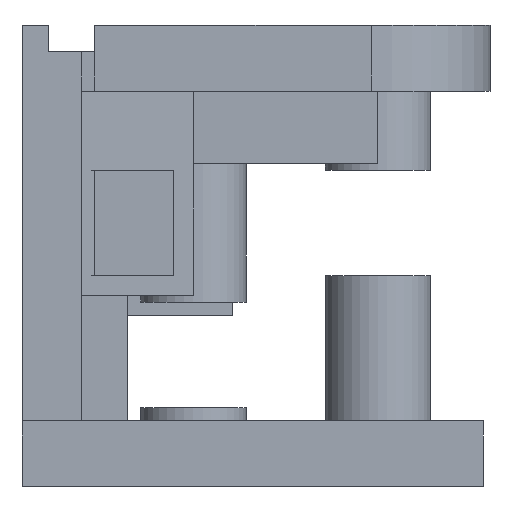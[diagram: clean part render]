
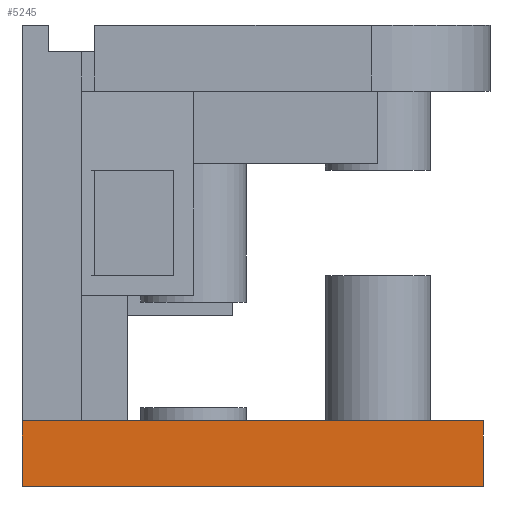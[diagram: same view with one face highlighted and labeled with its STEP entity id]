
A CAD part, left-side view. The second image highlights one B-rep face of the part: STEP entity #5245.
In plain terms, the highlighted planar face has unit normal (-1, 0, 0).
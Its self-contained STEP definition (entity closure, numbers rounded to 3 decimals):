
#1387 = PLANE('',#1388);
#1388 = AXIS2_PLACEMENT_3D('',#1389,#1390,#1391);
#1389 = CARTESIAN_POINT('',(-101.5,-23.5,5.));
#1390 = DIRECTION('',(-1.,0.,0.));
#1391 = DIRECTION('',(0.,1.,0.));
#1794 = PLANE('',#1795);
#1795 = AXIS2_PLACEMENT_3D('',#1796,#1797,#1798);
#1796 = CARTESIAN_POINT('',(-89.,-36.5,5.));
#1797 = DIRECTION('',(-0.,-0.,-1.));
#1798 = DIRECTION('',(-1.,0.,0.));
#1999 = PLANE('',#2000);
#2000 = AXIS2_PLACEMENT_3D('',#2001,#2002,#2003);
#2001 = CARTESIAN_POINT('',(-89.,-36.5,0.));
#2002 = DIRECTION('',(-0.,-0.,-1.));
#2003 = DIRECTION('',(-1.,0.,0.));
#2049 = PLANE('',#2050);
#2050 = AXIS2_PLACEMENT_3D('',#2051,#2052,#2053);
#2051 = CARTESIAN_POINT('',(-76.5,-54.,0.));
#2052 = DIRECTION('',(0.,-1.,0.));
#2053 = DIRECTION('',(-1.,0.,0.));
#2253 = PLANE('',#2254);
#2254 = AXIS2_PLACEMENT_3D('',#2255,#2256,#2257);
#2255 = CARTESIAN_POINT('',(-101.5,-19.,0.));
#2256 = DIRECTION('',(0.,1.,0.));
#2257 = DIRECTION('',(1.,0.,0.));
#2515 = EDGE_CURVE('',#2516,#2518,#2520,.T.);
#2516 = VERTEX_POINT('',#2517);
#2517 = CARTESIAN_POINT('',(-101.5,-23.5,5.));
#2518 = VERTEX_POINT('',#2519);
#2519 = CARTESIAN_POINT('',(-101.5,-19.,5.));
#2520 = SURFACE_CURVE('',#2521,(#2525,#2532),.PCURVE_S1.);
#2521 = LINE('',#2522,#2523);
#2522 = CARTESIAN_POINT('',(-101.5,-54.,5.));
#2523 = VECTOR('',#2524,1.);
#2524 = DIRECTION('',(0.,1.,0.));
#2525 = PCURVE('',#1387,#2526);
#2526 = DEFINITIONAL_REPRESENTATION('',(#2527),#2531);
#2527 = LINE('',#2528,#2529);
#2528 = CARTESIAN_POINT('',(-30.5,0.));
#2529 = VECTOR('',#2530,1.);
#2530 = DIRECTION('',(1.,0.));
#2531 = ( GEOMETRIC_REPRESENTATION_CONTEXT(2) 
PARAMETRIC_REPRESENTATION_CONTEXT() REPRESENTATION_CONTEXT('2D SPACE',''
  ) );
#2532 = PCURVE('',#2533,#2538);
#2533 = PLANE('',#2534);
#2534 = AXIS2_PLACEMENT_3D('',#2535,#2536,#2537);
#2535 = CARTESIAN_POINT('',(-101.5,-54.,0.));
#2536 = DIRECTION('',(-1.,0.,0.));
#2537 = DIRECTION('',(0.,1.,0.));
#2538 = DEFINITIONAL_REPRESENTATION('',(#2539),#2543);
#2539 = LINE('',#2540,#2541);
#2540 = CARTESIAN_POINT('',(0.,-5.));
#2541 = VECTOR('',#2542,1.);
#2542 = DIRECTION('',(1.,0.));
#2543 = ( GEOMETRIC_REPRESENTATION_CONTEXT(2) 
PARAMETRIC_REPRESENTATION_CONTEXT() REPRESENTATION_CONTEXT('2D SPACE',''
  ) );
#4401 = EDGE_CURVE('',#4402,#2516,#4404,.T.);
#4402 = VERTEX_POINT('',#4403);
#4403 = CARTESIAN_POINT('',(-101.5,-54.,5.));
#4404 = SURFACE_CURVE('',#4405,(#4409,#4416),.PCURVE_S1.);
#4405 = LINE('',#4406,#4407);
#4406 = CARTESIAN_POINT('',(-101.5,-54.,5.));
#4407 = VECTOR('',#4408,1.);
#4408 = DIRECTION('',(0.,1.,0.));
#4409 = PCURVE('',#1794,#4410);
#4410 = DEFINITIONAL_REPRESENTATION('',(#4411),#4415);
#4411 = LINE('',#4412,#4413);
#4412 = CARTESIAN_POINT('',(12.5,-17.5));
#4413 = VECTOR('',#4414,1.);
#4414 = DIRECTION('',(0.,1.));
#4415 = ( GEOMETRIC_REPRESENTATION_CONTEXT(2) 
PARAMETRIC_REPRESENTATION_CONTEXT() REPRESENTATION_CONTEXT('2D SPACE',''
  ) );
#4416 = PCURVE('',#2533,#4417);
#4417 = DEFINITIONAL_REPRESENTATION('',(#4418),#4422);
#4418 = LINE('',#4419,#4420);
#4419 = CARTESIAN_POINT('',(0.,-5.));
#4420 = VECTOR('',#4421,1.);
#4421 = DIRECTION('',(1.,0.));
#4422 = ( GEOMETRIC_REPRESENTATION_CONTEXT(2) 
PARAMETRIC_REPRESENTATION_CONTEXT() REPRESENTATION_CONTEXT('2D SPACE',''
  ) );
#4696 = VERTEX_POINT('',#4697);
#4697 = CARTESIAN_POINT('',(-101.5,-19.,0.));
#4721 = VERTEX_POINT('',#4722);
#4722 = CARTESIAN_POINT('',(-101.5,-54.,0.));
#4743 = EDGE_CURVE('',#4721,#4696,#4744,.T.);
#4744 = SURFACE_CURVE('',#4745,(#4749,#4756),.PCURVE_S1.);
#4745 = LINE('',#4746,#4747);
#4746 = CARTESIAN_POINT('',(-101.5,-54.,0.));
#4747 = VECTOR('',#4748,1.);
#4748 = DIRECTION('',(0.,1.,0.));
#4749 = PCURVE('',#1999,#4750);
#4750 = DEFINITIONAL_REPRESENTATION('',(#4751),#4755);
#4751 = LINE('',#4752,#4753);
#4752 = CARTESIAN_POINT('',(12.5,-17.5));
#4753 = VECTOR('',#4754,1.);
#4754 = DIRECTION('',(0.,1.));
#4755 = ( GEOMETRIC_REPRESENTATION_CONTEXT(2) 
PARAMETRIC_REPRESENTATION_CONTEXT() REPRESENTATION_CONTEXT('2D SPACE',''
  ) );
#4756 = PCURVE('',#2533,#4757);
#4757 = DEFINITIONAL_REPRESENTATION('',(#4758),#4762);
#4758 = LINE('',#4759,#4760);
#4759 = CARTESIAN_POINT('',(0.,0.));
#4760 = VECTOR('',#4761,1.);
#4761 = DIRECTION('',(1.,0.));
#4762 = ( GEOMETRIC_REPRESENTATION_CONTEXT(2) 
PARAMETRIC_REPRESENTATION_CONTEXT() REPRESENTATION_CONTEXT('2D SPACE',''
  ) );
#4909 = EDGE_CURVE('',#4721,#4402,#4910,.T.);
#4910 = SURFACE_CURVE('',#4911,(#4915,#4922),.PCURVE_S1.);
#4911 = LINE('',#4912,#4913);
#4912 = CARTESIAN_POINT('',(-101.5,-54.,0.));
#4913 = VECTOR('',#4914,1.);
#4914 = DIRECTION('',(0.,0.,1.));
#4915 = PCURVE('',#2049,#4916);
#4916 = DEFINITIONAL_REPRESENTATION('',(#4917),#4921);
#4917 = LINE('',#4918,#4919);
#4918 = CARTESIAN_POINT('',(25.,0.));
#4919 = VECTOR('',#4920,1.);
#4920 = DIRECTION('',(0.,-1.));
#4921 = ( GEOMETRIC_REPRESENTATION_CONTEXT(2) 
PARAMETRIC_REPRESENTATION_CONTEXT() REPRESENTATION_CONTEXT('2D SPACE',''
  ) );
#4922 = PCURVE('',#2533,#4923);
#4923 = DEFINITIONAL_REPRESENTATION('',(#4924),#4928);
#4924 = LINE('',#4925,#4926);
#4925 = CARTESIAN_POINT('',(0.,0.));
#4926 = VECTOR('',#4927,1.);
#4927 = DIRECTION('',(0.,-1.));
#4928 = ( GEOMETRIC_REPRESENTATION_CONTEXT(2) 
PARAMETRIC_REPRESENTATION_CONTEXT() REPRESENTATION_CONTEXT('2D SPACE',''
  ) );
#4934 = EDGE_CURVE('',#4696,#2518,#4935,.T.);
#4935 = SURFACE_CURVE('',#4936,(#4940,#4947),.PCURVE_S1.);
#4936 = LINE('',#4937,#4938);
#4937 = CARTESIAN_POINT('',(-101.5,-19.,0.));
#4938 = VECTOR('',#4939,1.);
#4939 = DIRECTION('',(0.,0.,1.));
#4940 = PCURVE('',#2253,#4941);
#4941 = DEFINITIONAL_REPRESENTATION('',(#4942),#4946);
#4942 = LINE('',#4943,#4944);
#4943 = CARTESIAN_POINT('',(0.,0.));
#4944 = VECTOR('',#4945,1.);
#4945 = DIRECTION('',(0.,-1.));
#4946 = ( GEOMETRIC_REPRESENTATION_CONTEXT(2) 
PARAMETRIC_REPRESENTATION_CONTEXT() REPRESENTATION_CONTEXT('2D SPACE',''
  ) );
#4947 = PCURVE('',#2533,#4948);
#4948 = DEFINITIONAL_REPRESENTATION('',(#4949),#4953);
#4949 = LINE('',#4950,#4951);
#4950 = CARTESIAN_POINT('',(35.,0.));
#4951 = VECTOR('',#4952,1.);
#4952 = DIRECTION('',(0.,-1.));
#4953 = ( GEOMETRIC_REPRESENTATION_CONTEXT(2) 
PARAMETRIC_REPRESENTATION_CONTEXT() REPRESENTATION_CONTEXT('2D SPACE',''
  ) );
#5245 = ADVANCED_FACE('',(#5246),#2533,.T.);
#5246 = FACE_BOUND('',#5247,.T.);
#5247 = EDGE_LOOP('',(#5248,#5249,#5250,#5251,#5252));
#5248 = ORIENTED_EDGE('',*,*,#4909,.T.);
#5249 = ORIENTED_EDGE('',*,*,#4401,.T.);
#5250 = ORIENTED_EDGE('',*,*,#2515,.T.);
#5251 = ORIENTED_EDGE('',*,*,#4934,.F.);
#5252 = ORIENTED_EDGE('',*,*,#4743,.F.);
